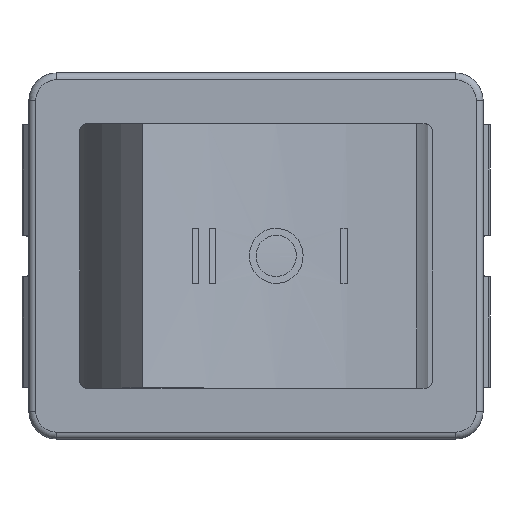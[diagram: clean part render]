
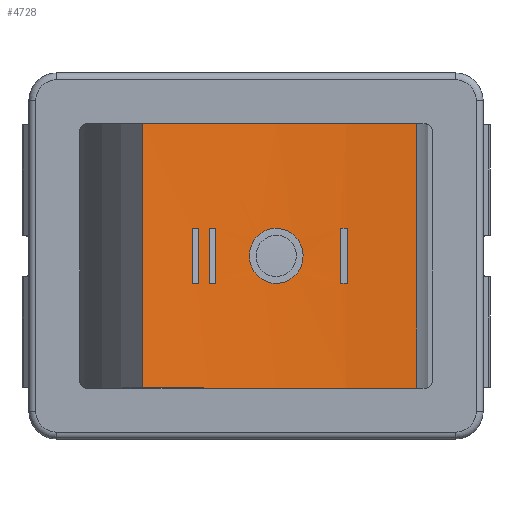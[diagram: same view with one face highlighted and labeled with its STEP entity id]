
A CAD part, top view. The second image highlights one B-rep face of the part: STEP entity #4728.
In plain terms, the highlighted cylindrical face has radius 42.568 mm (diameter 85.136 mm), a partial arc.
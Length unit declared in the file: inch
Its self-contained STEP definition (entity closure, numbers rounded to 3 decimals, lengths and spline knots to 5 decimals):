
#3885=CARTESIAN_POINT('',(-0.32521,0.37795,0.89256));
#3886=VERTEX_POINT('',#3885);
#3894=CARTESIAN_POINT('',(0.46042,0.37795,0.71118));
#3895=VERTEX_POINT('',#3894);
#3896=CARTESIAN_POINT('',(0.43353,0.37795,2.38687));
#3897=DIRECTION('',(0.0,1.0,0.0));
#3898=DIRECTION('',(-0.453,0.0,-0.892));
#3899=AXIS2_PLACEMENT_3D('',#3896,#3897,#3898);
#3900=CIRCLE('',#3899,1.67591);
#3901=EDGE_CURVE('',#3895,#3886,#3900,.T.);
#3967=CARTESIAN_POINT('',(-0.32521,-0.37795,0.89256));
#3968=VERTEX_POINT('',#3967);
#3976=CARTESIAN_POINT('',(-0.32521,-0.37795,0.89256));
#3977=DIRECTION('',(0.0,1.0,0.0));
#3978=VECTOR('',#3977,0.75591);
#3979=LINE('',#3976,#3978);
#3980=EDGE_CURVE('',#3968,#3886,#3979,.T.);
#4023=CARTESIAN_POINT('',(0.46042,-0.37795,0.71118));
#4024=VERTEX_POINT('',#4023);
#4025=CARTESIAN_POINT('',(0.46042,-0.37795,0.71118));
#4026=DIRECTION('',(0.0,1.0,0.0));
#4027=VECTOR('',#4026,0.75591);
#4028=LINE('',#4025,#4027);
#4029=EDGE_CURVE('',#4024,#3895,#4028,.T.);
#4085=CARTESIAN_POINT('',(0.43353,-0.37795,2.38687));
#4086=DIRECTION('',(0.0,-1.0,0.0));
#4087=DIRECTION('',(-0.453,0.0,-0.892));
#4088=AXIS2_PLACEMENT_3D('',#4085,#4086,#4087);
#4089=CIRCLE('',#4088,1.67591);
#4090=EDGE_CURVE('',#3968,#4024,#4089,.T.);
#4101=CARTESIAN_POINT('',(0.13469,0.0,0.73772));
#4102=VERTEX_POINT('',#4101);
#4235=CARTESIAN_POINT('',(0.13472,0.0,0.73782));
#4236=CARTESIAN_POINT('',(0.13472,-0.00989,0.73782));
#4237=CARTESIAN_POINT('',(0.13277,-0.02043,0.73817));
#4238=CARTESIAN_POINT('',(0.12486,-0.03983,0.73963));
#4239=CARTESIAN_POINT('',(0.1189,-0.04869,0.74075));
#4240=CARTESIAN_POINT('',(0.10517,-0.06267,0.74343));
#4241=CARTESIAN_POINT('',(0.09649,-0.06873,0.74518));
#4242=CARTESIAN_POINT('',(0.0775,-0.07676,0.74919));
#4243=CARTESIAN_POINT('',(0.0672,-0.07874,0.75146));
#4244=CARTESIAN_POINT('',(0.04793,-0.07874,0.7559));
#4245=CARTESIAN_POINT('',(0.03767,-0.07676,0.75836));
#4246=CARTESIAN_POINT('',(0.01885,-0.06873,0.76305));
#4247=CARTESIAN_POINT('',(0.01028,-0.06267,0.76527));
#4248=CARTESIAN_POINT('',(-0.00324,-0.04869,0.76886));
#4249=CARTESIAN_POINT('',(-0.00909,-0.03983,0.77046));
#4250=CARTESIAN_POINT('',(-0.01685,-0.02043,0.77261));
#4251=CARTESIAN_POINT('',(-0.01875,-0.00989,0.77315));
#4252=CARTESIAN_POINT('',(-0.01875,0.00989,0.77315));
#4253=CARTESIAN_POINT('',(-0.01685,0.02043,0.77261));
#4254=CARTESIAN_POINT('',(-0.00909,0.03983,0.77046));
#4255=CARTESIAN_POINT('',(-0.00324,0.04869,0.76886));
#4256=CARTESIAN_POINT('',(0.01028,0.06267,0.76527));
#4257=CARTESIAN_POINT('',(0.01885,0.06873,0.76305));
#4258=CARTESIAN_POINT('',(0.03767,0.07676,0.75836));
#4259=CARTESIAN_POINT('',(0.04793,0.07874,0.7559));
#4260=CARTESIAN_POINT('',(0.0672,0.07874,0.75146));
#4261=CARTESIAN_POINT('',(0.0775,0.07676,0.74919));
#4262=CARTESIAN_POINT('',(0.09649,0.06873,0.74518));
#4263=CARTESIAN_POINT('',(0.10517,0.06267,0.74343));
#4264=CARTESIAN_POINT('',(0.1189,0.04869,0.74075));
#4265=CARTESIAN_POINT('',(0.12486,0.03983,0.73963));
#4266=CARTESIAN_POINT('',(0.13277,0.02043,0.73817));
#4267=CARTESIAN_POINT('',(0.13472,0.00989,0.73782));
#4268=CARTESIAN_POINT('',(0.13472,0.0,0.73782));
#4269=B_SPLINE_CURVE_WITH_KNOTS('',3,(#4235,#4236,#4237,#4238,#4239,#4240,#4241,#4242,#4243,#4244,#4245,#4246,#4247,#4248,#4249,#4250,#4251,#4252,#4253,#4254,#4255,#4256,#4257,#4258,#4259,#4260,#4261,#4262,#4263,#4264,#4265,#4266,#4267,#4268),.UNSPECIFIED.,.T.,.U.,(4,2,2,2,2,2,2,2,2,2,2,2,2,2,2,2,4),(-0.47464,-0.44498,-0.41531,-0.38565,-0.35598,-0.32632,-0.29665,-0.26699,-0.23732,-0.20766,-0.17799,-0.14833,-0.11866,-0.089,-0.05933,-0.02967,0.0),.UNSPECIFIED.);
#4270=EDGE_CURVE('',#4102,#4102,#4269,.T.);
#4281=CARTESIAN_POINT('',(-0.11484,0.07874,0.80322));
#4282=VERTEX_POINT('',#4281);
#4283=CARTESIAN_POINT('',(-0.11484,-0.07874,0.80322));
#4284=VERTEX_POINT('',#4283);
#4285=CARTESIAN_POINT('',(-0.11484,0.07874,0.80322));
#4286=DIRECTION('',(0.0,-1.0,0.0));
#4287=VECTOR('',#4286,0.15748);
#4288=LINE('',#4285,#4287);
#4289=EDGE_CURVE('',#4282,#4284,#4288,.T.);
#4321=CARTESIAN_POINT('',(-0.13352,-0.07874,0.80981));
#4322=VERTEX_POINT('',#4321);
#4323=CARTESIAN_POINT('',(0.43353,-0.07874,2.38687));
#4324=DIRECTION('',(0.0,1.0,0.0));
#4325=DIRECTION('',(-0.453,0.0,-0.892));
#4326=AXIS2_PLACEMENT_3D('',#4323,#4324,#4325);
#4327=CIRCLE('',#4326,1.67591);
#4328=EDGE_CURVE('',#4284,#4322,#4327,.T.);
#4354=CARTESIAN_POINT('',(-0.13352,0.07874,0.80981));
#4355=VERTEX_POINT('',#4354);
#4356=CARTESIAN_POINT('',(0.43353,0.07874,2.38687));
#4357=DIRECTION('',(0.0,-1.0,0.0));
#4358=DIRECTION('',(-0.453,0.0,-0.892));
#4359=AXIS2_PLACEMENT_3D('',#4356,#4357,#4358);
#4360=CIRCLE('',#4359,1.67591);
#4361=EDGE_CURVE('',#4355,#4282,#4360,.T.);
#4387=CARTESIAN_POINT('',(-0.13352,-0.07874,0.80981));
#4388=DIRECTION('',(0.0,1.0,0.0));
#4389=VECTOR('',#4388,0.15748);
#4390=LINE('',#4387,#4389);
#4391=EDGE_CURVE('',#4322,#4355,#4390,.T.);
#4463=CARTESIAN_POINT('',(-0.18184,-0.07874,0.82803));
#4464=VERTEX_POINT('',#4463);
#4465=CARTESIAN_POINT('',(-0.18184,0.07874,0.82803));
#4466=VERTEX_POINT('',#4465);
#4467=CARTESIAN_POINT('',(-0.18184,-0.07874,0.82803));
#4468=DIRECTION('',(0.0,1.0,0.0));
#4469=VECTOR('',#4468,0.15748);
#4470=LINE('',#4467,#4469);
#4471=EDGE_CURVE('',#4464,#4466,#4470,.T.);
#4494=CARTESIAN_POINT('',(-0.1633,0.07874,0.82084));
#4495=VERTEX_POINT('',#4494);
#4496=CARTESIAN_POINT('',(0.43353,0.07874,2.38687));
#4497=DIRECTION('',(0.0,-1.0,0.0));
#4498=DIRECTION('',(-0.453,0.0,-0.892));
#4499=AXIS2_PLACEMENT_3D('',#4496,#4497,#4498);
#4500=CIRCLE('',#4499,1.67591);
#4501=EDGE_CURVE('',#4466,#4495,#4500,.T.);
#4519=CARTESIAN_POINT('',(-0.1633,-0.07874,0.82084));
#4520=VERTEX_POINT('',#4519);
#4521=CARTESIAN_POINT('',(0.43353,-0.07874,2.38687));
#4522=DIRECTION('',(0.0,1.0,0.0));
#4523=DIRECTION('',(-0.453,0.0,-0.892));
#4524=AXIS2_PLACEMENT_3D('',#4521,#4522,#4523);
#4525=CIRCLE('',#4524,1.67591);
#4526=EDGE_CURVE('',#4520,#4464,#4525,.T.);
#4544=CARTESIAN_POINT('',(-0.1633,0.07874,0.82084));
#4545=DIRECTION('',(0.0,-1.0,0.0));
#4546=VECTOR('',#4545,0.15748);
#4547=LINE('',#4544,#4546);
#4548=EDGE_CURVE('',#4495,#4520,#4547,.T.);
#4561=CARTESIAN_POINT('',(0.26187,0.07874,0.71978));
#4562=VERTEX_POINT('',#4561);
#4563=CARTESIAN_POINT('',(0.26187,-0.07874,0.71978));
#4564=VERTEX_POINT('',#4563);
#4565=CARTESIAN_POINT('',(0.26187,0.07874,0.71978));
#4566=DIRECTION('',(0.0,-1.0,0.0));
#4567=VECTOR('',#4566,0.15748);
#4568=LINE('',#4565,#4567);
#4569=EDGE_CURVE('',#4562,#4564,#4568,.T.);
#4601=CARTESIAN_POINT('',(0.24216,-0.07874,0.72192));
#4602=VERTEX_POINT('',#4601);
#4603=CARTESIAN_POINT('',(0.43353,-0.07874,2.38687));
#4604=DIRECTION('',(0.0,1.0,0.0));
#4605=DIRECTION('',(-0.453,0.0,-0.892));
#4606=AXIS2_PLACEMENT_3D('',#4603,#4604,#4605);
#4607=CIRCLE('',#4606,1.67591);
#4608=EDGE_CURVE('',#4564,#4602,#4607,.T.);
#4634=CARTESIAN_POINT('',(0.24216,0.07874,0.72192));
#4635=VERTEX_POINT('',#4634);
#4636=CARTESIAN_POINT('',(0.43353,0.07874,2.38687));
#4637=DIRECTION('',(0.0,-1.0,0.0));
#4638=DIRECTION('',(-0.453,0.0,-0.892));
#4639=AXIS2_PLACEMENT_3D('',#4636,#4637,#4638);
#4640=CIRCLE('',#4639,1.67591);
#4641=EDGE_CURVE('',#4635,#4562,#4640,.T.);
#4667=CARTESIAN_POINT('',(0.24216,-0.07874,0.72192));
#4668=DIRECTION('',(0.0,1.0,0.0));
#4669=VECTOR('',#4668,0.15748);
#4670=LINE('',#4667,#4669);
#4671=EDGE_CURVE('',#4602,#4635,#4670,.T.);
#4696=CARTESIAN_POINT('',(0.43353,0.41575,2.38687));
#4697=DIRECTION('',(0.0,-1.0,0.0));
#4698=DIRECTION('',(0.225,0.0,0.974));
#4699=AXIS2_PLACEMENT_3D('',#4696,#4697,#4698);
#4700=CYLINDRICAL_SURFACE('',#4699,1.67591);
#4701=ORIENTED_EDGE('',*,*,#4090,.T.);
#4702=ORIENTED_EDGE('',*,*,#4029,.T.);
#4703=ORIENTED_EDGE('',*,*,#3901,.T.);
#4704=ORIENTED_EDGE('',*,*,#3980,.F.);
#4705=EDGE_LOOP('',(#4701,#4702,#4703,#4704));
#4706=FACE_OUTER_BOUND('',#4705,.T.);
#4707=ORIENTED_EDGE('',*,*,#4569,.T.);
#4708=ORIENTED_EDGE('',*,*,#4608,.T.);
#4709=ORIENTED_EDGE('',*,*,#4671,.T.);
#4710=ORIENTED_EDGE('',*,*,#4641,.T.);
#4711=EDGE_LOOP('',(#4707,#4708,#4709,#4710));
#4712=FACE_BOUND('',#4711,.T.);
#4713=ORIENTED_EDGE('',*,*,#4471,.T.);
#4714=ORIENTED_EDGE('',*,*,#4501,.T.);
#4715=ORIENTED_EDGE('',*,*,#4548,.T.);
#4716=ORIENTED_EDGE('',*,*,#4526,.T.);
#4717=EDGE_LOOP('',(#4713,#4714,#4715,#4716));
#4718=FACE_BOUND('',#4717,.T.);
#4719=ORIENTED_EDGE('',*,*,#4289,.T.);
#4720=ORIENTED_EDGE('',*,*,#4328,.T.);
#4721=ORIENTED_EDGE('',*,*,#4391,.T.);
#4722=ORIENTED_EDGE('',*,*,#4361,.T.);
#4723=EDGE_LOOP('',(#4719,#4720,#4721,#4722));
#4724=FACE_BOUND('',#4723,.T.);
#4725=ORIENTED_EDGE('',*,*,#4270,.T.);
#4726=EDGE_LOOP('',(#4725));
#4727=FACE_BOUND('',#4726,.T.);
#4728=ADVANCED_FACE('',(#4706,#4712,#4718,#4724,#4727),#4700,.F.);
